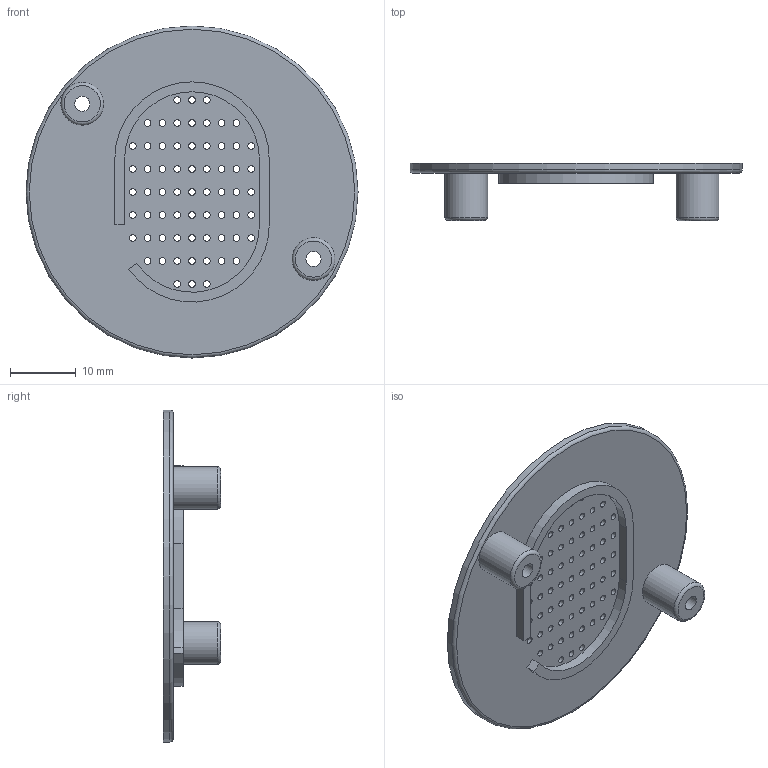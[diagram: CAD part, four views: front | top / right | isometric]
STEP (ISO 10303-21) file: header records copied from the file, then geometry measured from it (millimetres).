
FILE_DESCRIPTION(/* description */ (''),/* implementation_level */ '2;1');
FILE_NAME(/* name */ 'button-speaker-top.step',/* time_stamp */ '2025-09-06T04:04:04+09:00',/* author */ (''),/* organization */ (''),/* preprocessor_version */ 'ST-DEVELOPER v20.1',/* originating_system */ 'Autodesk Translation Framework v14.10.0.0',/* authorisation */ '');
FILE_SCHEMA (('AUTOMOTIVE_DESIGN { 1 0 10303 214 3 1 1 }'));
Length unit declared in the file: millimetre
Products named in the file (1): button-speaker-top
Bounding box: 50.5 x 8.7 x 50.5 mm (x, y, z)
Volume: 3437.7 mm3; surface area: 5101.3 mm2
Topology: 1 solids, 1 shells, 92 faces, 256 edges, 171 vertices
Faces by surface type: cylinder 76, plane 13, torus 3
Full cylindrical faces by diameter (mm): 1 x65, 2.3 x2, 4.5 x2, 6.5 x2, 50.5 x1
Entity records: 3339 total; most frequent: DIRECTION 603, CARTESIAN_POINT 520, ORIENTED_EDGE 512, EDGE_CURVE 256, AXIS2_PLACEMENT_3D 254, EDGE_LOOP 231, VERTEX_POINT 171, CIRCLE 161
